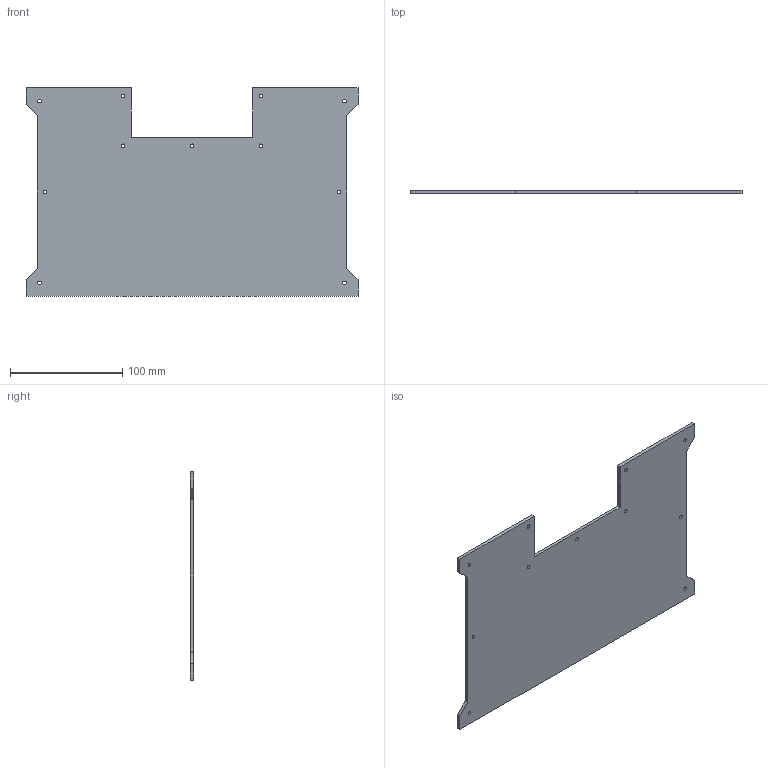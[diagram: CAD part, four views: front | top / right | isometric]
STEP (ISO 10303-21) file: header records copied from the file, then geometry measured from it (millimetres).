
FILE_DESCRIPTION(('STEP AP203'), '1');
FILE_NAME('front_glass_3mm', '', ('UNSPECIFIED'), ('UNSPECIFIED'), 'ASCON STEP Converter 1.6', 'ASCON Math Kernel', '');
FILE_SCHEMA(('CONFIG_CONTROL_DESIGN'));
Length unit declared in the file: millimetre
Bounding box: 296 x 3 x 186 mm (x, y, z)
Volume: 141789.4 mm3; surface area: 98065.5 mm2
Topology: 1 solids, 1 shells, 29 faces, 81 edges, 54 vertices
Faces by surface type: plane 18, cylinder 11
Full cylindrical faces by diameter (mm): 3.2 x11
Entity records: 1193 total; most frequent: CARTESIAN_POINT 154, DIRECTION 152, ORIENTED_EDGE 140, EDGE_CURVE 70, EDGE_LOOP 62, VERTEX_POINT 54, AXIS2_PLACEMENT_3D 52, LINE 48
